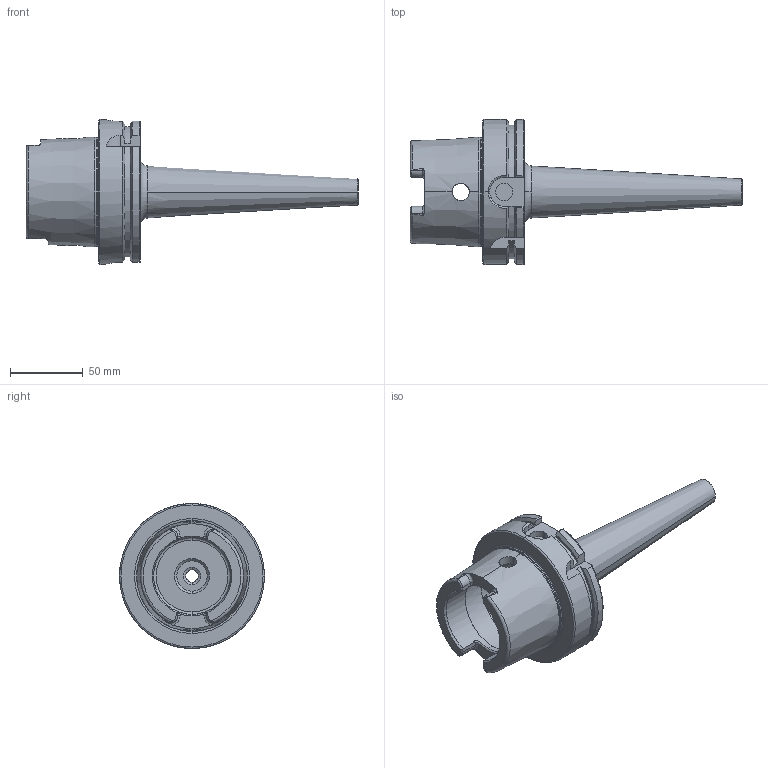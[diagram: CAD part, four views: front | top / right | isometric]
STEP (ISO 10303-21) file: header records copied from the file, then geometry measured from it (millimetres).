
FILE_DESCRIPTION (( 'STEP AP203' ), '1' );
FILE_NAME ('91100A-ES8M10150.STEP', '2023-02-04T13:33:04', ( '' ), ( '' ), 'SwSTEP 2.0', 'SolidWorks 2018', '' );
FILE_SCHEMA (( 'CONFIG_CONTROL_DESIGN' ));
Length unit declared in the file: millimetre
Products named in the file (1): 91100A-ES8M10150
Bounding box: 228.95 x 100 x 100 mm (x, y, z)
Volume: 333419.1 mm3; surface area: 66233.1 mm2
Topology: 1 solids, 1 shells, 174 faces, 433 edges, 264 vertices
Faces by surface type: cylinder 52, plane 50, cone 33, torus 29, bspline 10
Entity records: 6463 total; most frequent: CARTESIAN_POINT 2378, ORIENTED_EDGE 862, DIRECTION 818, EDGE_CURVE 431, AXIS2_PLACEMENT_3D 334, VERTEX_POINT 264, EDGE_LOOP 185, ADVANCED_FACE 174
